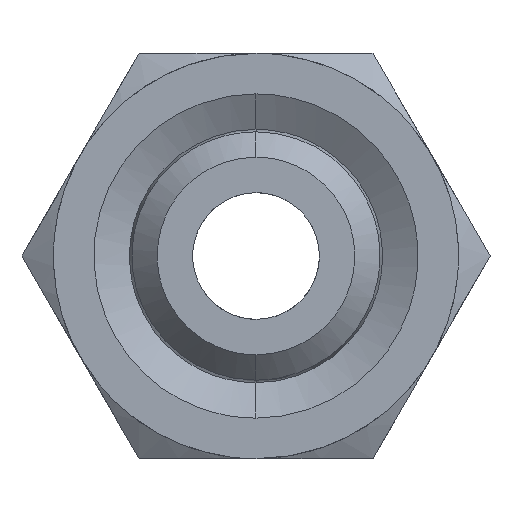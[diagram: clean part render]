
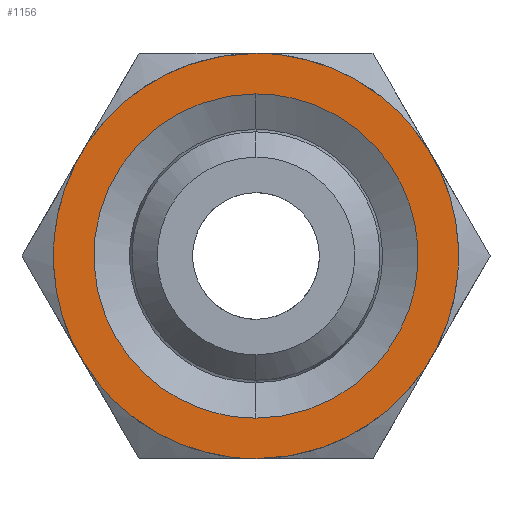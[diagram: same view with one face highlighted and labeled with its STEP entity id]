
A CAD part, front view. The second image highlights one B-rep face of the part: STEP entity #1156.
In plain terms, the highlighted free-form (B-spline) face has degree [1, 1] with [2, 2] control points.
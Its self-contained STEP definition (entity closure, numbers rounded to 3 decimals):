
#9 = CARTESIAN_POINT ( 'NONE',  ( 3.2, 4., 1.875 ) ) ;
#69 = CARTESIAN_POINT ( 'NONE',  ( 0.525, 4., 4. ) ) ;
#92 = CARTESIAN_POINT ( 'NONE',  ( 2.457, 4., -3.2 ) ) ;
#196 = B_SPLINE_CURVE_WITH_KNOTS ( 'NONE', 3,
 ( #1192, #2304, #1208, #2124, #92, #1737, #640, #1388, #256, #1182, #1744, #1930, #1584, #1013, #2281, #645, #69, #832 ),
 .UNSPECIFIED., .F., .F.,
 ( 4, 2, 2, 2, 2, 2, 2, 2, 4 ),
 ( 0., 0.393, 0.785, 1.178, 1.571, 1.963, 2.356, 2.749, 3.142 ),
 .UNSPECIFIED. ) ;
#226 = CARTESIAN_POINT ( 'NONE',  ( -4., 4., -0.525 ) ) ;
#256 = CARTESIAN_POINT ( 'NONE',  ( 4., 4., -0.525 ) ) ;
#279 = CARTESIAN_POINT ( 'NONE',  ( 0., 4., 3.2 ) ) ;
#282 = CARTESIAN_POINT ( 'NONE',  ( 0., 4., 3.2 ) ) ;
#299 = FACE_BOUND ( 'NONE', #937, .T. ) ;
#361 = CARTESIAN_POINT ( 'NONE',  ( -4.048, 4., 4.048 ) ) ;
#397 = CARTESIAN_POINT ( 'NONE',  ( 0., 4., 4. ) ) ;
#404 = CARTESIAN_POINT ( 'NONE',  ( -3.494, 4., 2.016 ) ) ;
#417 = CARTESIAN_POINT ( 'NONE',  ( 0., 4., -3.2 ) ) ;
#428 = CARTESIAN_POINT ( 'NONE',  ( 0., 4., -3.2 ) ) ;
#555 = VERTEX_POINT ( 'NONE', #1998 ) ;
#581 = CARTESIAN_POINT ( 'NONE',  ( -2.016, 4., -3.494 ) ) ;
#640 = CARTESIAN_POINT ( 'NONE',  ( 3.494, 4., -2.016 ) ) ;
#645 = CARTESIAN_POINT ( 'NONE',  ( 1.045, 4., 3.897 ) ) ;
#660 = B_SPLINE_SURFACE_WITH_KNOTS ( 'NONE', 1, 1, ( 
 ( #361, #1680 ),
 ( #1276, #1831 ) ),
 .UNSPECIFIED., .F., .F., .F.,
 ( 2, 2 ),
 ( 2, 2 ),
 ( 0., 1. ),
 ( 0., 1. ),
 .UNSPECIFIED. ) ;
#728 = EDGE_CURVE ( 'NONE', #1863, #1250, #2286, .T. ) ;
#753 = CARTESIAN_POINT ( 'NONE',  ( -2.457, 4., 3.2 ) ) ;
#767 = CARTESIAN_POINT ( 'NONE',  ( -1.045, 4., 3.897 ) ) ;
#778 = CARTESIAN_POINT ( 'NONE',  ( 0., 4., 4. ) ) ;
#813 =( BOUNDED_CURVE ( )  B_SPLINE_CURVE ( 3, ( #417, #2230, #1128, #1121, #9, #1315, #2111 ),
 .UNSPECIFIED., .F., .F. ) 
 B_SPLINE_CURVE_WITH_KNOTS ( ( 4, 3, 4 ),
 ( -3.142, -1.571, 0. ),
 .UNSPECIFIED. ) 
 CURVE ( )  GEOMETRIC_REPRESENTATION_ITEM ( )  RATIONAL_B_SPLINE_CURVE ( ( 1., 0.805, 0.805, 1., 0.805, 0.805, 1. ) ) 
 REPRESENTATION_ITEM ( '' )  );
#820 = ORIENTED_EDGE ( 'NONE', *, *, #728, .F. ) ;
#832 = CARTESIAN_POINT ( 'NONE',  ( 0., 4., 4. ) ) ;
#853 = FACE_OUTER_BOUND ( 'NONE', #1081, .T. ) ;
#937 = EDGE_LOOP ( 'NONE', ( #1537, #820 ) ) ;
#944 = CARTESIAN_POINT ( 'NONE',  ( -0.525, 4., 4. ) ) ;
#954 = CARTESIAN_POINT ( 'NONE',  ( -3.2, 4., -2.457 ) ) ;
#961 = CARTESIAN_POINT ( 'NONE',  ( -3.494, 4., -2.016 ) ) ;
#985 = CARTESIAN_POINT ( 'NONE',  ( -2.016, 4., 3.494 ) ) ;
#1013 = CARTESIAN_POINT ( 'NONE',  ( 2.457, 4., 3.2 ) ) ;
#1081 = EDGE_LOOP ( 'NONE', ( #2185, #2065 ) ) ;
#1121 = CARTESIAN_POINT ( 'NONE',  ( 3.2, 4., 0. ) ) ;
#1125 = CARTESIAN_POINT ( 'NONE',  ( -0.525, 4., -4. ) ) ;
#1128 = CARTESIAN_POINT ( 'NONE',  ( 3.2, 4., -1.875 ) ) ;
#1156 = ADVANCED_FACE ( 'NONE', ( #299, #853 ), #660, .T. ) ;
#1182 = CARTESIAN_POINT ( 'NONE',  ( 4., 4., 0.525 ) ) ;
#1192 = CARTESIAN_POINT ( 'NONE',  ( 0., 4., -4. ) ) ;
#1197 = CARTESIAN_POINT ( 'NONE',  ( 0., 4., -3.2 ) ) ;
#1208 = CARTESIAN_POINT ( 'NONE',  ( 1.045, 4., -3.897 ) ) ;
#1250 = VERTEX_POINT ( 'NONE', #428 ) ;
#1276 = CARTESIAN_POINT ( 'NONE',  ( -4.048, 4., -4.048 ) ) ;
#1292 = EDGE_CURVE ( 'NONE', #1250, #1863, #813, .T. ) ;
#1315 = CARTESIAN_POINT ( 'NONE',  ( 1.875, 4., 3.2 ) ) ;
#1388 = CARTESIAN_POINT ( 'NONE',  ( 3.897, 4., -1.045 ) ) ;
#1504 = EDGE_CURVE ( 'NONE', #1506, #555, #1711, .T. ) ;
#1506 = VERTEX_POINT ( 'NONE', #778 ) ;
#1523 = CARTESIAN_POINT ( 'NONE',  ( -3.897, 4., 1.045 ) ) ;
#1532 = CARTESIAN_POINT ( 'NONE',  ( -3.897, 4., -1.045 ) ) ;
#1537 = ORIENTED_EDGE ( 'NONE', *, *, #1292, .F. ) ;
#1544 = CARTESIAN_POINT ( 'NONE',  ( 0., 4., -4. ) ) ;
#1584 = CARTESIAN_POINT ( 'NONE',  ( 3.2, 4., 2.457 ) ) ;
#1680 = CARTESIAN_POINT ( 'NONE',  ( 4.048, 4., 4.048 ) ) ;
#1698 = CARTESIAN_POINT ( 'NONE',  ( -1.045, 4., -3.897 ) ) ;
#1711 = B_SPLINE_CURVE_WITH_KNOTS ( 'NONE', 3,
 ( #397, #944, #767, #985, #753, #1869, #404, #1523, #2225, #226, #1532, #961, #954, #1717, #581, #1698, #1125, #1544 ),
 .UNSPECIFIED., .F., .F.,
 ( 4, 2, 2, 2, 2, 2, 2, 2, 4 ),
 ( 0., 0.393, 0.785, 1.178, 1.571, 1.963, 2.356, 2.749, 3.142 ),
 .UNSPECIFIED. ) ;
#1717 = CARTESIAN_POINT ( 'NONE',  ( -2.457, 4., -3.2 ) ) ;
#1737 = CARTESIAN_POINT ( 'NONE',  ( 3.2, 4., -2.457 ) ) ;
#1744 = CARTESIAN_POINT ( 'NONE',  ( 3.897, 4., 1.045 ) ) ;
#1758 = CARTESIAN_POINT ( 'NONE',  ( -6.4, 4., 3.2 ) ) ;
#1831 = CARTESIAN_POINT ( 'NONE',  ( 4.048, 4., -4.048 ) ) ;
#1863 = VERTEX_POINT ( 'NONE', #282 ) ;
#1869 = CARTESIAN_POINT ( 'NONE',  ( -3.2, 4., 2.457 ) ) ;
#1922 = EDGE_CURVE ( 'NONE', #555, #1506, #196, .T. ) ;
#1930 = CARTESIAN_POINT ( 'NONE',  ( 3.494, 4., 2.016 ) ) ;
#1998 = CARTESIAN_POINT ( 'NONE',  ( 0., 4., -4. ) ) ;
#2065 = ORIENTED_EDGE ( 'NONE', *, *, #1504, .T. ) ;
#2111 = CARTESIAN_POINT ( 'NONE',  ( 0., 4., 3.2 ) ) ;
#2121 = CARTESIAN_POINT ( 'NONE',  ( -6.4, 4., -3.2 ) ) ;
#2124 = CARTESIAN_POINT ( 'NONE',  ( 2.016, 4., -3.494 ) ) ;
#2185 = ORIENTED_EDGE ( 'NONE', *, *, #1922, .T. ) ;
#2225 = CARTESIAN_POINT ( 'NONE',  ( -4., 4., 0.525 ) ) ;
#2230 = CARTESIAN_POINT ( 'NONE',  ( 1.875, 4., -3.2 ) ) ;
#2281 = CARTESIAN_POINT ( 'NONE',  ( 2.016, 4., 3.494 ) ) ;
#2286 =( BOUNDED_CURVE ( )  B_SPLINE_CURVE ( 3, ( #279, #1758, #2121, #1197 ),
 .UNSPECIFIED., .F., .F. ) 
 B_SPLINE_CURVE_WITH_KNOTS ( ( 4, 4 ),
 ( -3.142, 0. ),
 .UNSPECIFIED. ) 
 CURVE ( )  GEOMETRIC_REPRESENTATION_ITEM ( )  RATIONAL_B_SPLINE_CURVE ( ( 1., 0.333, 0.333, 1. ) ) 
 REPRESENTATION_ITEM ( '' )  );
#2304 = CARTESIAN_POINT ( 'NONE',  ( 0.525, 4., -4. ) ) ;
